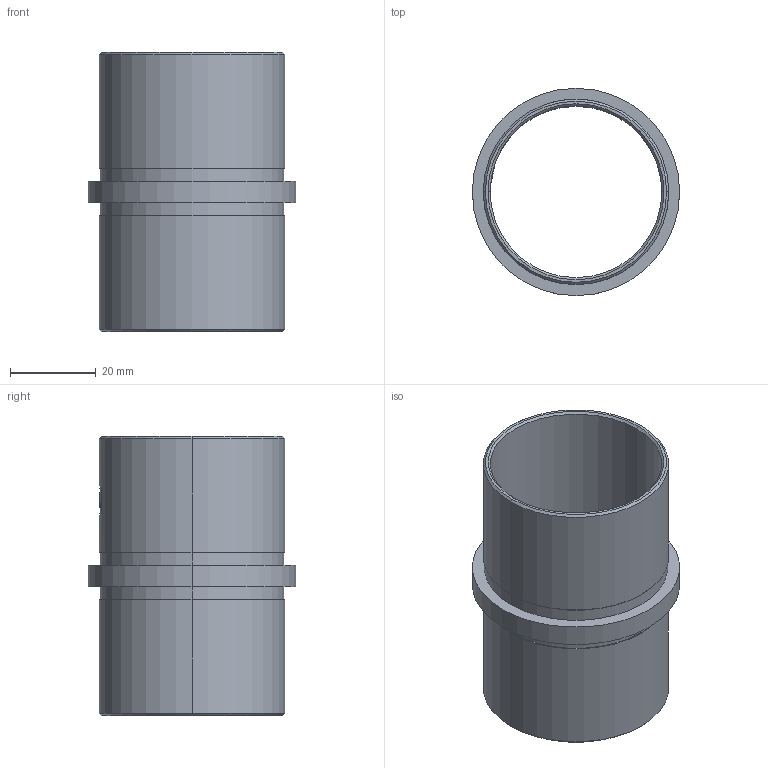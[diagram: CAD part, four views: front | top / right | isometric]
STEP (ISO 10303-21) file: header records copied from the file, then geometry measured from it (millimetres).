
FILE_DESCRIPTION (( 'STEP AP203' ), '1' );
FILE_NAME ('50048-240-25.step', '2018-07-16T13:06:16', ( '' ), ( '' ), 'SwSTEP 2.0', 'SolidWorks 2015', '' );
FILE_SCHEMA (( 'CONFIG_CONTROL_DESIGN' ));
Length unit declared in the file: millimetre
Products named in the file (1): 50048-240-25
Bounding box: 48.3 x 48.3 x 65 mm (x, y, z)
Volume: 15189.7 mm3; surface area: 18188.5 mm2
Topology: 1 solids, 1 shells, 489 faces, 1312 edges, 862 vertices
Faces by surface type: plane 208, bspline 200, cylinder 73, cone 8
Entity records: 23467 total; most frequent: CARTESIAN_POINT 12682, ORIENTED_EDGE 2624, DIRECTION 1568, EDGE_CURVE 1312, VERTEX_POINT 862, VECTOR 600, LINE 600, EDGE_LOOP 528
